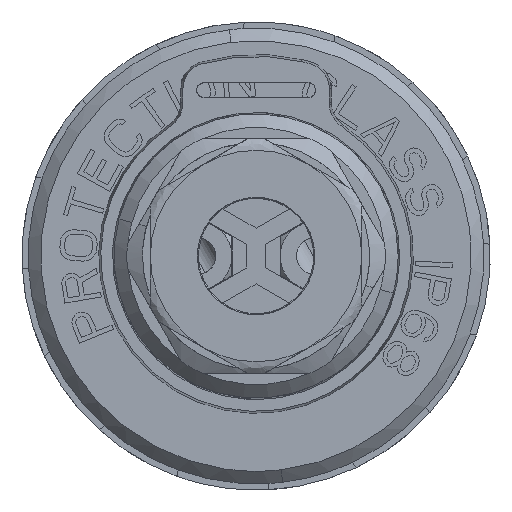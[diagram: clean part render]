
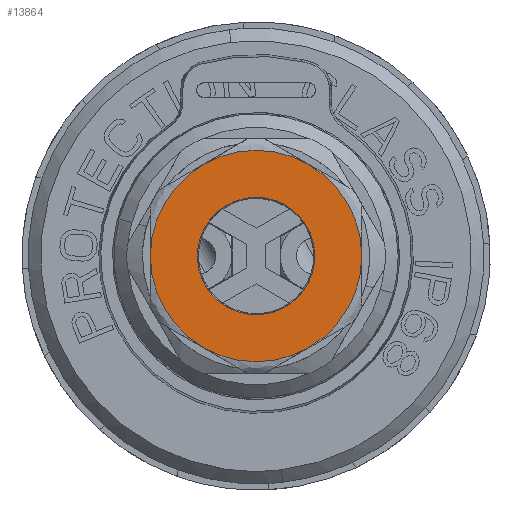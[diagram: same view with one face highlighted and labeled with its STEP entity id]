
A CAD part, left-side view. The second image highlights one B-rep face of the part: STEP entity #13864.
In plain terms, the highlighted planar face has unit normal (-1, 0, 0).
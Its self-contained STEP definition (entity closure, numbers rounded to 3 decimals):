
#13864=ADVANCED_FACE('',(#21544,#21545),#21546,.F.);
#21544=FACE_OUTER_BOUND('',#25146,.T.);
#21545=FACE_BOUND('',#25147,.T.);
#21546=PLANE('',#25148);
#25146=EDGE_LOOP('',(#30568,#30569,#30570,#30571,#30572,#30573));
#25147=EDGE_LOOP('',(#30574,#30575,#30576));
#25148=AXIS2_PLACEMENT_3D('',#30577,#30578,#30579);
#30568=ORIENTED_EDGE('',*,*,#48354,.T.);
#30569=ORIENTED_EDGE('',*,*,#48351,.F.);
#30570=ORIENTED_EDGE('',*,*,#48355,.F.);
#30571=ORIENTED_EDGE('',*,*,#48356,.T.);
#30572=ORIENTED_EDGE('',*,*,#48357,.F.);
#30573=ORIENTED_EDGE('',*,*,#48358,.F.);
#30574=ORIENTED_EDGE('',*,*,#48246,.F.);
#30575=ORIENTED_EDGE('',*,*,#48245,.F.);
#30576=ORIENTED_EDGE('',*,*,#48359,.F.);
#30577=CARTESIAN_POINT('',(-68.347,0.,8.918));
#30578=DIRECTION('',(1.0,0.0,0.0));
#30579=DIRECTION('',(0.0,1.0,0.0));
#48245=EDGE_CURVE('',#51552,#51554,#51555,.T.);
#48246=EDGE_CURVE('',#51554,#51548,#51556,.T.);
#48351=EDGE_CURVE('',#51728,#51721,#51729,.T.);
#48354=EDGE_CURVE('',#51733,#51721,#51734,.T.);
#48355=EDGE_CURVE('',#51735,#51728,#51736,.T.);
#48356=EDGE_CURVE('',#51735,#51737,#51738,.T.);
#48357=EDGE_CURVE('',#51739,#51737,#51740,.T.);
#48358=EDGE_CURVE('',#51733,#51739,#51741,.T.);
#48359=EDGE_CURVE('',#51548,#51552,#51742,.T.);
#51548=VERTEX_POINT('',#52923);
#51552=VERTEX_POINT('',#52928);
#51554=VERTEX_POINT('',#52931);
#51555=CIRCLE('',#52932,4.765);
#51556=CIRCLE('',#52933,4.765);
#51721=VERTEX_POINT('',#53164);
#51728=VERTEX_POINT('',#53187);
#51729=CIRCLE('',#53188,8.575);
#51733=VERTEX_POINT('',#53199);
#51734=CIRCLE('',#53200,8.575);
#51735=VERTEX_POINT('',#53201);
#51736=CIRCLE('',#53202,8.575);
#51737=VERTEX_POINT('',#53203);
#51738=CIRCLE('',#53204,8.575);
#51739=VERTEX_POINT('',#53205);
#51740=CIRCLE('',#53206,8.575);
#51741=CIRCLE('',#53207,8.575);
#51742=CIRCLE('',#53208,4.765);
#52923=CARTESIAN_POINT('',(-68.347,4.756,-0.299));
#52928=CARTESIAN_POINT('',(-68.347,-4.756,0.299));
#52931=CARTESIAN_POINT('',(-68.347,4.765,0.0));
#52932=AXIS2_PLACEMENT_3D('',#54375,#54376,#54377);
#52933=AXIS2_PLACEMENT_3D('',#54378,#54379,#54380);
#53164=CARTESIAN_POINT('',(-68.347,-4.288,-7.426));
#53187=CARTESIAN_POINT('',(-68.347,-8.575,0.));
#53188=AXIS2_PLACEMENT_3D('',#54551,#54552,#54553);
#53199=CARTESIAN_POINT('',(-68.347,4.287,-7.426));
#53200=AXIS2_PLACEMENT_3D('',#54557,#54558,#54559);
#53201=CARTESIAN_POINT('',(-68.347,-4.287,7.426));
#53202=AXIS2_PLACEMENT_3D('',#54560,#54561,#54562);
#53203=CARTESIAN_POINT('',(-68.347,4.288,7.426));
#53204=AXIS2_PLACEMENT_3D('',#54563,#54564,#54565);
#53205=CARTESIAN_POINT('',(-68.347,8.575,0.));
#53206=AXIS2_PLACEMENT_3D('',#54566,#54567,#54568);
#53207=AXIS2_PLACEMENT_3D('',#54569,#54570,#54571);
#53208=AXIS2_PLACEMENT_3D('',#54572,#54573,#54574);
#54375=CARTESIAN_POINT('',(-68.347,0.0,0.0));
#54376=DIRECTION('',(-1.0,0.0,0.0));
#54377=DIRECTION('',(0.0,-1.0,0.0));
#54378=CARTESIAN_POINT('',(-68.347,0.0,0.0));
#54379=DIRECTION('',(-1.0,0.0,0.0));
#54380=DIRECTION('',(0.0,-1.0,0.0));
#54551=CARTESIAN_POINT('',(-68.347,0.0,0.0));
#54552=DIRECTION('',(1.0,0.0,0.0));
#54553=DIRECTION('',(0.0,-1.0,0.));
#54557=CARTESIAN_POINT('',(-68.347,0.0,0.0));
#54558=DIRECTION('',(-1.0,0.0,0.0));
#54559=DIRECTION('',(0.0,0.5,-0.866));
#54560=CARTESIAN_POINT('',(-68.347,0.0,0.0));
#54561=DIRECTION('',(1.0,0.0,0.0));
#54562=DIRECTION('',(0.0,-0.5,0.866));
#54563=CARTESIAN_POINT('',(-68.347,0.0,0.0));
#54564=DIRECTION('',(-1.0,0.0,0.0));
#54565=DIRECTION('',(0.0,-0.5,0.866));
#54566=CARTESIAN_POINT('',(-68.347,0.0,0.0));
#54567=DIRECTION('',(1.0,0.0,0.0));
#54568=DIRECTION('',(0.0,1.0,0.));
#54569=CARTESIAN_POINT('',(-68.347,0.0,0.0));
#54570=DIRECTION('',(1.0,0.0,0.0));
#54571=DIRECTION('',(0.0,0.5,-0.866));
#54572=CARTESIAN_POINT('',(-68.347,0.0,0.0));
#54573=DIRECTION('',(-1.0,0.0,0.0));
#54574=DIRECTION('',(0.0,-1.0,0.0));
